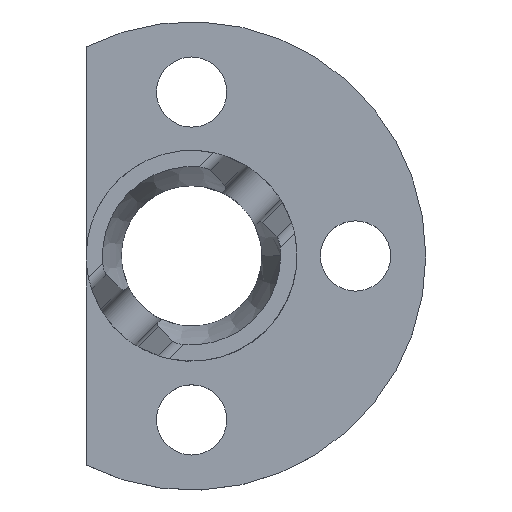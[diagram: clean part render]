
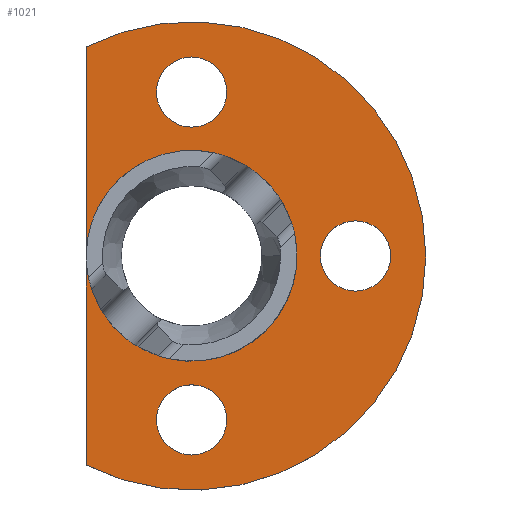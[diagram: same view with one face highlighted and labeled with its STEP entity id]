
A CAD part, top view. The second image highlights one B-rep face of the part: STEP entity #1021.
In plain terms, the highlighted planar face has unit normal (0, 0, 1).
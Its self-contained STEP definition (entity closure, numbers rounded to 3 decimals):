
#6 = CARTESIAN_POINT ( 'NONE',  ( -4.5, 0., 1. ) ) ;
#12 = CARTESIAN_POINT ( 'NONE',  ( 0., -7., 1. ) ) ;
#17 = LINE ( 'NONE', #1296, #815 ) ;
#24 = EDGE_CURVE ( 'NONE', #1242, #286, #1160, .T. ) ;
#25 = DIRECTION ( 'NONE',  ( 1., 0., 0. ) ) ;
#33 = VERTEX_POINT ( 'NONE', #668 ) ;
#37 = CIRCLE ( 'NONE', #467, 10. ) ;
#45 = AXIS2_PLACEMENT_3D ( 'NONE', #130, #326, #748 ) ;
#66 = AXIS2_PLACEMENT_3D ( 'NONE', #974, #739, #117 ) ;
#67 = CARTESIAN_POINT ( 'NONE',  ( -1.5, -7., 1. ) ) ;
#84 = ORIENTED_EDGE ( 'NONE', *, *, #24, .F. ) ;
#95 = LINE ( 'NONE', #576, #113 ) ;
#99 = AXIS2_PLACEMENT_3D ( 'NONE', #1368, #608, #839 ) ;
#101 = DIRECTION ( 'NONE',  ( 0., 0., -1. ) ) ;
#103 = VERTEX_POINT ( 'NONE', #67 ) ;
#112 = CIRCLE ( 'NONE', #45, 4.5 ) ;
#113 = VECTOR ( 'NONE', #875, 1000. ) ;
#115 = CARTESIAN_POINT ( 'NONE',  ( -4.5, -8.93, 1. ) ) ;
#117 = DIRECTION ( 'NONE',  ( -1., 0., 0. ) ) ;
#120 = DIRECTION ( 'NONE',  ( 1., 0., 0. ) ) ;
#130 = CARTESIAN_POINT ( 'NONE',  ( 0., 0., 1. ) ) ;
#133 = CIRCLE ( 'NONE', #1085, 4.5 ) ;
#147 = CARTESIAN_POINT ( 'NONE',  ( 3.182, 3.182, 1. ) ) ;
#176 = EDGE_LOOP ( 'NONE', ( #1348, #879 ) ) ;
#270 = EDGE_CURVE ( 'NONE', #1323, #783, #842, .T. ) ;
#277 = DIRECTION ( 'NONE',  ( 0., 0., 1. ) ) ;
#286 = VERTEX_POINT ( 'NONE', #1170 ) ;
#303 = EDGE_CURVE ( 'NONE', #694, #696, #112, .T. ) ;
#310 = AXIS2_PLACEMENT_3D ( 'NONE', #12, #537, #851 ) ;
#320 = ORIENTED_EDGE ( 'NONE', *, *, #303, .T. ) ;
#326 = DIRECTION ( 'NONE',  ( 0., 0., -1. ) ) ;
#355 = AXIS2_PLACEMENT_3D ( 'NONE', #591, #478, #1213 ) ;
#361 = FACE_BOUND ( 'NONE', #1289, .T. ) ;
#393 = ORIENTED_EDGE ( 'NONE', *, *, #1013, .T. ) ;
#431 = DIRECTION ( 'NONE',  ( 0., 0., 1. ) ) ;
#446 = CARTESIAN_POINT ( 'NONE',  ( 0., 0., 1. ) ) ;
#466 = DIRECTION ( 'NONE',  ( 0., 0., 1. ) ) ;
#467 = AXIS2_PLACEMENT_3D ( 'NONE', #446, #466, #120 ) ;
#478 = DIRECTION ( 'NONE',  ( 0., 0., -1. ) ) ;
#484 = CARTESIAN_POINT ( 'NONE',  ( 0., 7., 1. ) ) ;
#504 = ORIENTED_EDGE ( 'NONE', *, *, #270, .F. ) ;
#531 = EDGE_CURVE ( 'NONE', #563, #103, #852, .T. ) ;
#537 = DIRECTION ( 'NONE',  ( 0., 0., 1. ) ) ;
#548 = CARTESIAN_POINT ( 'NONE',  ( 0., 0., 1. ) ) ;
#559 = DIRECTION ( 'NONE',  ( -1., 0., 0. ) ) ;
#562 = PLANE ( 'NONE',  #1232 ) ;
#563 = VERTEX_POINT ( 'NONE', #854 ) ;
#571 = FACE_BOUND ( 'NONE', #176, .T. ) ;
#576 = CARTESIAN_POINT ( 'NONE',  ( -4.5, 8.93, 1. ) ) ;
#584 = DIRECTION ( 'NONE',  ( 0., 0., 1. ) ) ;
#589 = DIRECTION ( 'NONE',  ( 1., 0., 0. ) ) ;
#591 = CARTESIAN_POINT ( 'NONE',  ( 0., 0., 1. ) ) ;
#595 = AXIS2_PLACEMENT_3D ( 'NONE', #484, #277, #906 ) ;
#602 = EDGE_LOOP ( 'NONE', ( #504, #1150 ) ) ;
#608 = DIRECTION ( 'NONE',  ( 0., 0., 1. ) ) ;
#623 = CARTESIAN_POINT ( 'NONE',  ( -1.5, 7., 1. ) ) ;
#668 = CARTESIAN_POINT ( 'NONE',  ( -4.5, 8.93, 1. ) ) ;
#694 = VERTEX_POINT ( 'NONE', #147 ) ;
#696 = VERTEX_POINT ( 'NONE', #1155 ) ;
#702 = CIRCLE ( 'NONE', #355, 4.5 ) ;
#705 = EDGE_CURVE ( 'NONE', #761, #694, #133, .T. ) ;
#736 = ORIENTED_EDGE ( 'NONE', *, *, #1325, .T. ) ;
#739 = DIRECTION ( 'NONE',  ( 0., 0., 1. ) ) ;
#740 = CARTESIAN_POINT ( 'NONE',  ( 0., 0., 1. ) ) ;
#748 = DIRECTION ( 'NONE',  ( -1., 0., 0. ) ) ;
#760 = FACE_OUTER_BOUND ( 'NONE', #1297, .T. ) ;
#761 = VERTEX_POINT ( 'NONE', #6 ) ;
#783 = VERTEX_POINT ( 'NONE', #623 ) ;
#813 = ORIENTED_EDGE ( 'NONE', *, *, #705, .T. ) ;
#815 = VECTOR ( 'NONE', #1202, 1000. ) ;
#818 = EDGE_CURVE ( 'NONE', #103, #563, #1329, .T. ) ;
#829 = CARTESIAN_POINT ( 'NONE',  ( 7., 0., 1. ) ) ;
#837 = CARTESIAN_POINT ( 'NONE',  ( 5.5, 0., 1. ) ) ;
#839 = DIRECTION ( 'NONE',  ( 1., 0., 0. ) ) ;
#842 = CIRCLE ( 'NONE', #66, 1.5 ) ;
#851 = DIRECTION ( 'NONE',  ( 1., 0., 0. ) ) ;
#852 = CIRCLE ( 'NONE', #99, 1.5 ) ;
#854 = CARTESIAN_POINT ( 'NONE',  ( 1.5, -7., 1. ) ) ;
#855 = DIRECTION ( 'NONE',  ( 1., 0., 0. ) ) ;
#875 = DIRECTION ( 'NONE',  ( 0., -1., 0. ) ) ;
#879 = ORIENTED_EDGE ( 'NONE', *, *, #818, .F. ) ;
#887 = FACE_BOUND ( 'NONE', #602, .T. ) ;
#906 = DIRECTION ( 'NONE',  ( -1., 0., 0. ) ) ;
#907 = VERTEX_POINT ( 'NONE', #115 ) ;
#921 = EDGE_CURVE ( 'NONE', #286, #1242, #1074, .T. ) ;
#933 = CARTESIAN_POINT ( 'NONE',  ( 1.5, 7., 1. ) ) ;
#945 = AXIS2_PLACEMENT_3D ( 'NONE', #829, #431, #855 ) ;
#974 = CARTESIAN_POINT ( 'NONE',  ( 0., 7., 1. ) ) ;
#987 = DIRECTION ( 'NONE',  ( 0., 0., 1. ) ) ;
#990 = CARTESIAN_POINT ( 'NONE',  ( 7., 0., 1. ) ) ;
#1010 = ORIENTED_EDGE ( 'NONE', *, *, #1182, .T. ) ;
#1013 = EDGE_CURVE ( 'NONE', #907, #33, #37, .T. ) ;
#1014 = CIRCLE ( 'NONE', #595, 1.5 ) ;
#1021 = ADVANCED_FACE ( 'NONE', ( #571, #887, #361, #760 ), #562, .T. ) ;
#1046 = EDGE_CURVE ( 'NONE', #761, #907, #17, .T. ) ;
#1074 = CIRCLE ( 'NONE', #945, 1.5 ) ;
#1085 = AXIS2_PLACEMENT_3D ( 'NONE', #740, #101, #559 ) ;
#1150 = ORIENTED_EDGE ( 'NONE', *, *, #1154, .F. ) ;
#1154 = EDGE_CURVE ( 'NONE', #783, #1323, #1014, .T. ) ;
#1155 = CARTESIAN_POINT ( 'NONE',  ( -3.182, -3.182, 1. ) ) ;
#1160 = CIRCLE ( 'NONE', #1335, 1.5 ) ;
#1170 = CARTESIAN_POINT ( 'NONE',  ( 8.5, 0., 1. ) ) ;
#1182 = EDGE_CURVE ( 'NONE', #696, #761, #702, .T. ) ;
#1202 = DIRECTION ( 'NONE',  ( 0., -1., 0. ) ) ;
#1213 = DIRECTION ( 'NONE',  ( -1., 0., 0. ) ) ;
#1215 = ORIENTED_EDGE ( 'NONE', *, *, #1046, .T. ) ;
#1228 = ORIENTED_EDGE ( 'NONE', *, *, #921, .F. ) ;
#1232 = AXIS2_PLACEMENT_3D ( 'NONE', #548, #987, #25 ) ;
#1242 = VERTEX_POINT ( 'NONE', #837 ) ;
#1289 = EDGE_LOOP ( 'NONE', ( #1228, #84 ) ) ;
#1296 = CARTESIAN_POINT ( 'NONE',  ( -4.5, 8.93, 1. ) ) ;
#1297 = EDGE_LOOP ( 'NONE', ( #320, #1010, #1215, #393, #736, #813 ) ) ;
#1323 = VERTEX_POINT ( 'NONE', #933 ) ;
#1325 = EDGE_CURVE ( 'NONE', #33, #761, #95, .T. ) ;
#1329 = CIRCLE ( 'NONE', #310, 1.5 ) ;
#1335 = AXIS2_PLACEMENT_3D ( 'NONE', #990, #584, #589 ) ;
#1348 = ORIENTED_EDGE ( 'NONE', *, *, #531, .F. ) ;
#1368 = CARTESIAN_POINT ( 'NONE',  ( 0., -7., 1. ) ) ;
